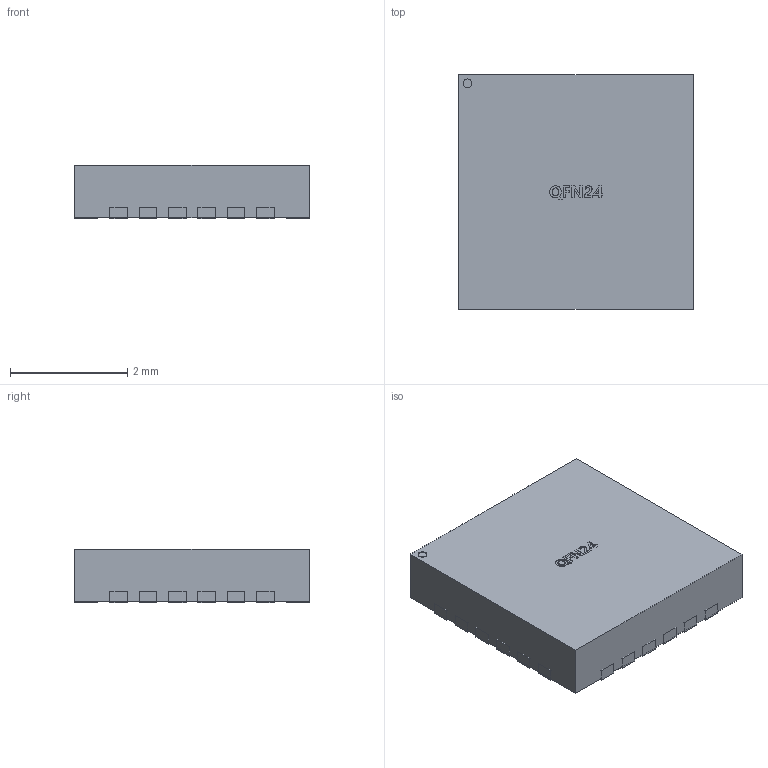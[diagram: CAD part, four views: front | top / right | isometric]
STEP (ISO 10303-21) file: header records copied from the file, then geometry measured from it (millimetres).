
FILE_DESCRIPTION (( 'STEP AP214' ), '1' );
FILE_NAME ('ip5219.STEP', '2022-02-28T02:42:12', ( '' ), ( '' ), 'SwSTEP 2.0', 'SolidWorks 2021', '' );
FILE_SCHEMA (( 'AUTOMOTIVE_DESIGN' ));
Length unit declared in the file: millimetre
Products named in the file (29): SOLID-19.step; SOLID-4.step; SOLID-13.step; U1.step; SOLID-12.step; SOLID-10.step; SOLID-3.step; SOLID-20.step; SOLID-1.step; ip5219; SOLID-8.step; SOLID-6.step; SOLID-0.step; SOLID-5.step; SOLID-22.step; SOLID-14.step; SOLID-17.step; 3D_PCB1_2022-02-28 (1).step; SOLID-9.step; SOLID-23.step; SOLID-7.step; SOLID-11.step; SOLID.step; SOLID-16.step; SOLID-18.step; SOLID-15.step; SOLID-21.step; QFN-24_L4.0-W4.0-P0.50-BL-EP2.6.step; SOLID-2.step
Assembly tree (28 placements, depth 5):
  ip5219
    3D_PCB1_2022-02-28 (1).step
      U1.step
        QFN-24_L4.0-W4.0-P0.50-BL-EP2.6.step
          SOLID.step
          SOLID-0.step
          SOLID-1.step
          SOLID-2.step
          SOLID-3.step
          SOLID-4.step
          SOLID-5.step
          SOLID-6.step
          SOLID-7.step
          SOLID-8.step
          SOLID-9.step
          SOLID-10.step
          SOLID-11.step
          SOLID-12.step
          SOLID-13.step
          SOLID-14.step
          SOLID-15.step
          SOLID-16.step
          SOLID-17.step
          SOLID-18.step
          SOLID-19.step
          SOLID-20.step
          SOLID-21.step
          SOLID-22.step
          SOLID-23.step
Bounding box: 4.02 x 4.02 x 0.92 mm (x, y, z)
Volume: 15 mm3; surface area: 59 mm2
Topology: 25 solids, 25 shells, 285 faces, 660 edges, 440 vertices
Faces by surface type: plane 245, bspline 38, cylinder 2
Entity records: 11918 total; most frequent: CARTESIAN_POINT 3561, ORIENTED_EDGE 1320, DIRECTION 1150, EDGE_CURVE 660, LINE 580, VECTOR 580, VERTEX_POINT 440, EDGE_LOOP 300
